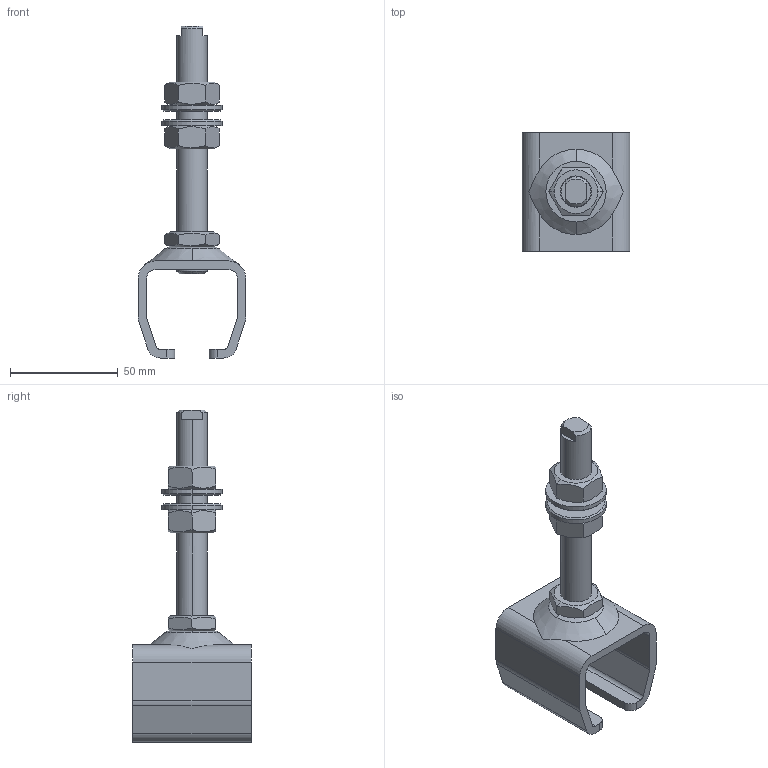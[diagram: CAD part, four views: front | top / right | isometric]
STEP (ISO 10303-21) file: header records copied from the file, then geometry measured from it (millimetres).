
FILE_DESCRIPTION (( 'STEP AP214' ), '1' );
FILE_NAME ('0080297.step', '2022-03-10T13:58:01', ( '' ), ( '' ), 'SwSTEP 2.0', 'SolidWorks 2020', '' );
FILE_SCHEMA (( 'AUTOMOTIVE_DESIGN' ));
Length unit declared in the file: millimetre
Products named in the file (1): 0080297
Bounding box: 50 x 55 x 154 mm (x, y, z)
Volume: 61311.9 mm3; surface area: 31053.5 mm2
Topology: 8 solids, 8 shells, 157 faces, 397 edges, 256 vertices
Faces by surface type: plane 70, cone 51, cylinder 34, bspline 2
Entity records: 7195 total; most frequent: CARTESIAN_POINT 1591, ORIENTED_EDGE 794, DIRECTION 777, EDGE_CURVE 397, AXIS2_PLACEMENT_3D 302, VERTEX_POINT 256, VECTOR 173, LINE 173
